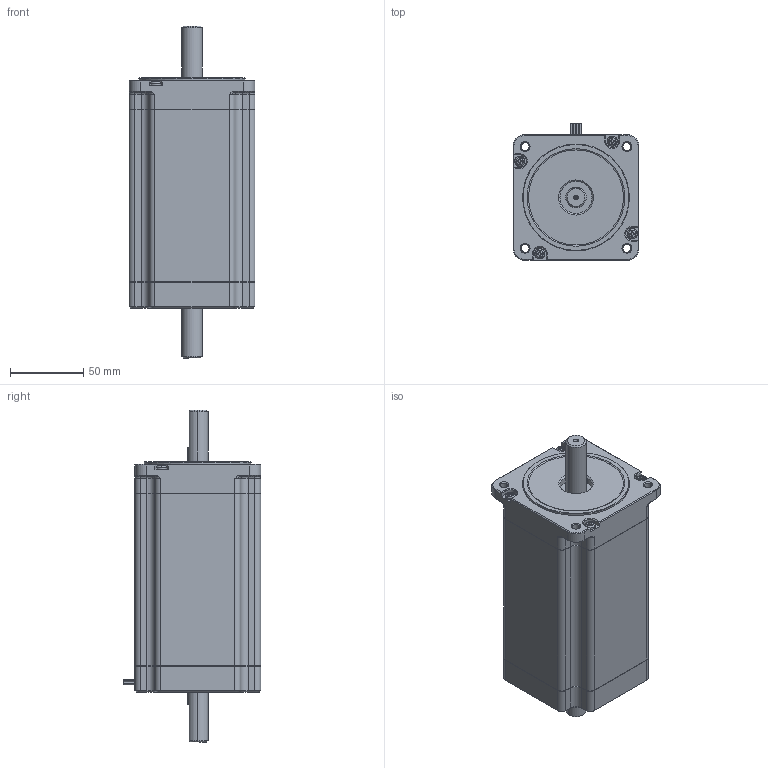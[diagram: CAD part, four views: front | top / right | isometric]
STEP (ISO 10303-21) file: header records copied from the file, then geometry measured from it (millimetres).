
FILE_DESCRIPTION(('Creo Elements/Direct Modeling STEP Export'),'2;1');
FILE_NAME('TS3684N223_219.stp','2014-07-07T 9:39:56',(''),(''),'Creo Elements/Direct Modeling STEP processor for AP203 (Solid Model)','Creo Elements/Direct Modeling 17.0F 20-Aug-2012 (C) Parametric Technology GmbH','');
FILE_SCHEMA(('CONFIG_CONTROL_DESIGN'));
Length unit declared in the file: millimetre
Products named in the file (1): Skin_Group1
Bounding box: 86 x 94 x 227 mm (x, y, z)
Volume: 1053614.5 mm3; surface area: 70831.6 mm2
Topology: 1 solids, 1 shells, 483 faces, 1192 edges, 727 vertices
Faces by surface type: plane 187, cylinder 150, cone 100, torus 30, sphere 8, bspline 8
Entity records: 14410 total; most frequent: CARTESIAN_POINT 2679, ORIENTED_EDGE 2360, DIRECTION 2345, EDGE_CURVE 1180, AXIS2_PLACEMENT_3D 855, VERTEX_POINT 727, VECTOR 635, LINE 635
